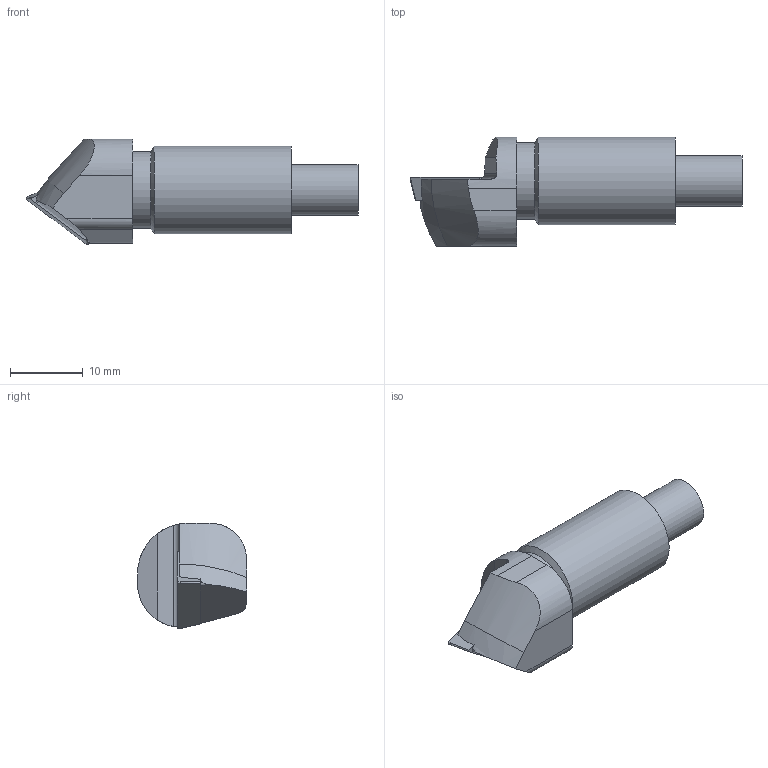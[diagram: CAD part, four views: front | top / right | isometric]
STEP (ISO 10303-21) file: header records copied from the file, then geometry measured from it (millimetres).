
FILE_DESCRIPTION(/* description */ (''),/* implementation_level */ '2;1');
FILE_NAME(/* name */ '1572009633045.stp',/* time_stamp */ '2019-10-25T15:20:40+02:00',/* author */ (''),/* organization */ ('SMS'),/* preprocessor_version */ 'ST-DEVELOPER v16.7',/* originating_system */ 'SIEMENS PLM Software NX 12.0',/* authorisation */ '');
FILE_SCHEMA (('AUTOMOTIVE_DESIGN { 1 0 10303 214 3 1 1 1 }'));
Length unit declared in the file: millimetre
Products named in the file (4): IsoTurningInsert; ASSEMBLY_CONSTRUCTION; 202638532mod000_00; 202638530mod000_00
Assembly tree (3 placements, depth 2):
  202638530mod000_00
    202638532mod000_00
    ASSEMBLY_CONSTRUCTION
    IsoTurningInsert
Bounding box: 45.66 x 15 x 14.53 mm (x, y, z)
Volume: 4119.8 mm3; surface area: 2082.2 mm2
Topology: 2 solids, 2 shells, 49 faces, 121 edges, 85 vertices
Faces by surface type: plane 22, cylinder 14, cone 6, torus 4, extrusion 3
Full cylindrical faces by diameter (mm): 2.8 x2, 7 x1, 10.5 x1, 12 x1
Entity records: 1718 total; most frequent: CARTESIAN_POINT 425, DIRECTION 258, ORIENTED_EDGE 208, EDGE_CURVE 104, AXIS2_PLACEMENT_3D 100, VERTEX_POINT 74, EDGE_LOOP 66, VECTOR 58
